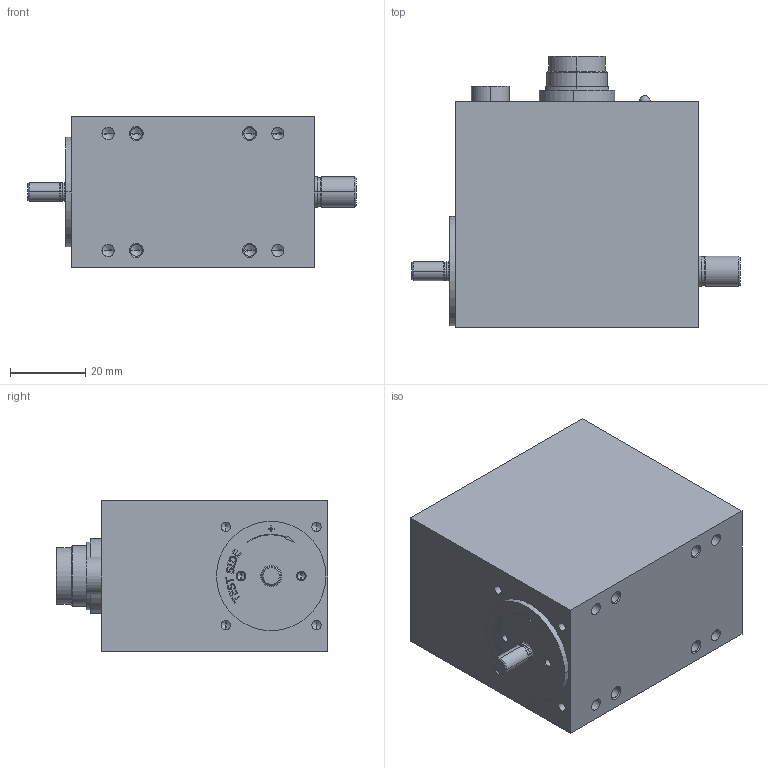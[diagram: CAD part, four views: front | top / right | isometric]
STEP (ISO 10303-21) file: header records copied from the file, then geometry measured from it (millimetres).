
FILE_DESCRIPTION(('STEP AP203'),'1');
FILE_NAME('burster_8661-4050-v0x00_8nnhjfqazbwrpg0nhirptuyfm.stp','2014-06-06T13:16:03',('TraceParts'),('TraceParts S.A.'),'XStep 1.0',' ',' ');
FILE_SCHEMA(('CONFIG_CONTROL_DESIGN'));
Length unit declared in the file: millimetre
Products named in the file (1): 1
Bounding box: 87 x 72 x 40 mm (x, y, z)
Volume: 157260 mm3; surface area: 21320.6 mm2
Topology: 1 solids, 2 shells, 682 faces, 1830 edges, 1175 vertices
Faces by surface type: plane 306, cylinder 130, cone 118, bspline 79, torus 34, sphere 15
Entity records: 21768 total; most frequent: CARTESIAN_POINT 5124, ORIENTED_EDGE 3528, DIRECTION 3284, EDGE_CURVE 1764, VERTEX_POINT 1175, AXIS2_PLACEMENT_3D 1113, LINE 1058, VECTOR 1058
